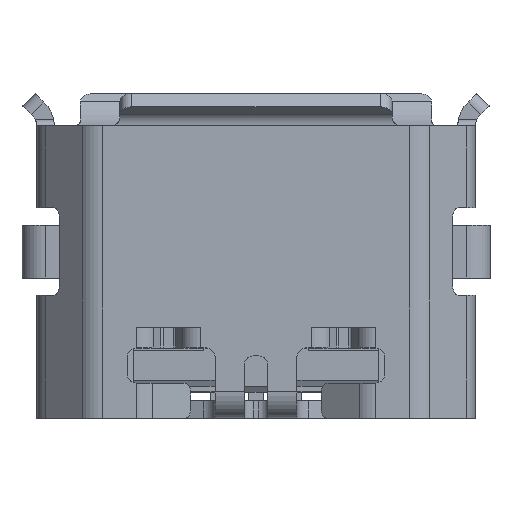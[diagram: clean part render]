
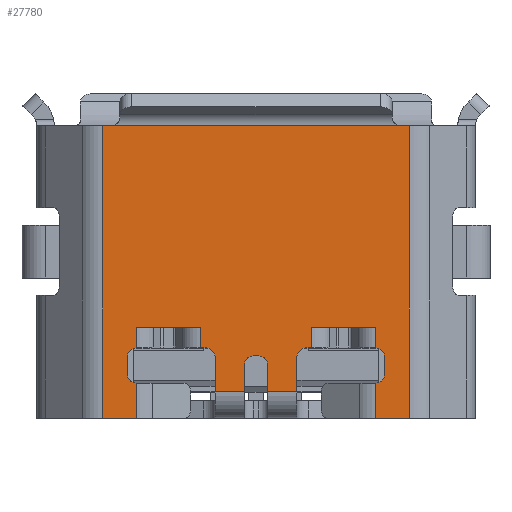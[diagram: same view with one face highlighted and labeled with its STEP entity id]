
A CAD part, top view. The second image highlights one B-rep face of the part: STEP entity #27780.
In plain terms, the highlighted planar face has unit normal (0, 0, 1).
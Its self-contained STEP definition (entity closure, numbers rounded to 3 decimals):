
#15300=CARTESIAN_POINT('',(-2.05,4.05,1.225));
#15310=VERTEX_POINT('',#15300);
#18290=CARTESIAN_POINT('',(-2.05,4.65,1.225));
#18300=VERTEX_POINT('',#18290);
#18330=CARTESIAN_POINT('',(-2.05,4.65,1.225));
#18340=DIRECTION('',(-1.,0.,0.));
#18350=VECTOR('',#18340,0.567);
#18360=LINE('',#18330,#18350);
#18370=CARTESIAN_POINT('',(-2.617,4.65,1.225));
#18380=VERTEX_POINT('',#18370);
#18390=EDGE_CURVE('',#18300,#18380,#18360,.T.);
#21640=CARTESIAN_POINT('',(-2.2,3.9,1.225));
#21650=VERTEX_POINT('',#21640);
#21680=CARTESIAN_POINT('',(-2.05,3.9,1.225));
#21690=DIRECTION('',(0.,0.,-1.));
#21700=DIRECTION('',(-1.,0.,0.));
#21710=AXIS2_PLACEMENT_3D('',#21680,#21690,#21700);
#21720=CIRCLE('',#21710,0.15);
#21730=EDGE_CURVE('',#21650,#15310,#21720,.T.);
#24840=CARTESIAN_POINT('',(0.05,3.586,1.225));
#24850=VERTEX_POINT('',#24840);
#24880=CARTESIAN_POINT('',(-0.05,3.586,1.225));
#24890=DIRECTION('',(1.,0.,0.));
#24900=VECTOR('',#24890,0.1);
#24910=LINE('',#24880,#24900);
#24920=CARTESIAN_POINT('',(-0.05,3.586,1.225));
#24930=VERTEX_POINT('',#24920);
#24940=EDGE_CURVE('',#24930,#24850,#24910,.T.);
#25170=CARTESIAN_POINT('',(0.2,3.736,1.225));
#25180=VERTEX_POINT('',#25170);
#25210=CARTESIAN_POINT('',(0.05,3.736,1.225));
#25220=DIRECTION('',(0.,0.,-1.));
#25230=DIRECTION('',(1.,0.,0.));
#25240=AXIS2_PLACEMENT_3D('',#25210,#25220,#25230);
#25250=CIRCLE('',#25240,0.15);
#25260=EDGE_CURVE('',#25180,#24850,#25250,.T.);
#25310=CARTESIAN_POINT('',(2.617,-0.35,1.225));
#25320=DIRECTION('',(0.,0.,-1.));
#25330=DIRECTION('',(-1.,0.,0.));
#25340=AXIS2_PLACEMENT_3D('',#25310,#25320,#25330);
#25350=PLANE('',#25340);
#25360=CARTESIAN_POINT('',(0.7,3.6,1.225));
#25370=DIRECTION('',(0.,1.,0.));
#25380=VECTOR('',#25370,0.6);
#25390=LINE('',#25360,#25380);
#25400=CARTESIAN_POINT('',(0.7,3.6,1.225));
#25410=VERTEX_POINT('',#25400);
#25420=CARTESIAN_POINT('',(0.7,4.2,1.225));
#25430=VERTEX_POINT('',#25420);
#25440=EDGE_CURVE('',#25410,#25430,#25390,.T.);
#25450=ORIENTED_EDGE('',*,*,#25440,.T.);
#25460=CARTESIAN_POINT('',(0.85,3.6,1.225));
#25470=DIRECTION('',(0.,0.,-1.));
#25480=DIRECTION('',(0.,-1.,0.));
#25490=AXIS2_PLACEMENT_3D('',#25460,#25470,#25480);
#25500=CIRCLE('',#25490,0.15);
#25510=CARTESIAN_POINT('',(0.85,3.45,1.225));
#25520=VERTEX_POINT('',#25510);
#25530=EDGE_CURVE('',#25520,#25410,#25500,.T.);
#25540=ORIENTED_EDGE('',*,*,#25530,.T.);
#25550=CARTESIAN_POINT('',(0.95,3.45,1.225));
#25560=DIRECTION('',(-1.,0.,0.));
#25570=VECTOR('',#25560,0.1);
#25580=LINE('',#25550,#25570);
#25590=CARTESIAN_POINT('',(0.95,3.45,1.225));
#25600=VERTEX_POINT('',#25590);
#25610=EDGE_CURVE('',#25600,#25520,#25580,.T.);
#25620=ORIENTED_EDGE('',*,*,#25610,.T.);
#25630=CARTESIAN_POINT('',(0.95,3.45,1.225));
#25640=DIRECTION('',(0.,-1.,0.));
#25650=VECTOR('',#25640,0.35);
#25660=LINE('',#25630,#25650);
#25670=CARTESIAN_POINT('',(0.95,3.1,1.225));
#25680=VERTEX_POINT('',#25670);
#25690=EDGE_CURVE('',#25600,#25680,#25660,.T.);
#25700=ORIENTED_EDGE('',*,*,#25690,.F.);
#25710=CARTESIAN_POINT('',(0.95,3.1,1.225));
#25720=DIRECTION('',(1.,0.,0.));
#25730=VECTOR('',#25720,1.1);
#25740=LINE('',#25710,#25730);
#25750=CARTESIAN_POINT('',(2.05,3.1,1.225));
#25760=VERTEX_POINT('',#25750);
#25770=EDGE_CURVE('',#25680,#25760,#25740,.T.);
#25780=ORIENTED_EDGE('',*,*,#25770,.F.);
#25790=CARTESIAN_POINT('',(2.05,3.45,1.225));
#25800=DIRECTION('',(0.,-1.,0.));
#25810=VECTOR('',#25800,0.35);
#25820=LINE('',#25790,#25810);
#25830=CARTESIAN_POINT('',(2.05,3.45,1.225));
#25840=VERTEX_POINT('',#25830);
#25850=EDGE_CURVE('',#25840,#25760,#25820,.T.);
#25860=ORIENTED_EDGE('',*,*,#25850,.T.);
#25870=CARTESIAN_POINT('',(2.05,3.6,1.225));
#25880=DIRECTION('',(0.,0.,-1.));
#25890=DIRECTION('',(1.,0.,0.));
#25900=AXIS2_PLACEMENT_3D('',#25870,#25880,#25890);
#25910=CIRCLE('',#25900,0.15);
#25920=CARTESIAN_POINT('',(2.2,3.6,1.225));
#25930=VERTEX_POINT('',#25920);
#25940=EDGE_CURVE('',#25930,#25840,#25910,.T.);
#25950=ORIENTED_EDGE('',*,*,#25940,.T.);
#25960=CARTESIAN_POINT('',(2.2,3.9,1.225));
#25970=DIRECTION('',(0.,-1.,0.));
#25980=VECTOR('',#25970,0.3);
#25990=LINE('',#25960,#25980);
#26000=CARTESIAN_POINT('',(2.2,3.9,1.225));
#26010=VERTEX_POINT('',#26000);
#26020=EDGE_CURVE('',#26010,#25930,#25990,.T.);
#26030=ORIENTED_EDGE('',*,*,#26020,.T.);
#26040=CARTESIAN_POINT('',(2.05,3.9,1.225));
#26050=DIRECTION('',(0.,0.,-1.));
#26060=DIRECTION('',(0.,1.,0.));
#26070=AXIS2_PLACEMENT_3D('',#26040,#26050,#26060);
#26080=CIRCLE('',#26070,0.15);
#26090=CARTESIAN_POINT('',(2.05,4.05,1.225));
#26100=VERTEX_POINT('',#26090);
#26110=EDGE_CURVE('',#26100,#26010,#26080,.T.);
#26120=ORIENTED_EDGE('',*,*,#26110,.T.);
#26130=CARTESIAN_POINT('',(2.05,4.65,1.225));
#26140=DIRECTION('',(0.,-1.,0.));
#26150=VECTOR('',#26140,0.6);
#26160=LINE('',#26130,#26150);
#26170=CARTESIAN_POINT('',(2.05,4.65,1.225));
#26180=VERTEX_POINT('',#26170);
#26190=EDGE_CURVE('',#26180,#26100,#26160,.T.);
#26200=ORIENTED_EDGE('',*,*,#26190,.T.);
#26210=CARTESIAN_POINT('',(2.05,4.65,1.225));
#26220=DIRECTION('',(1.,0.,0.));
#26230=VECTOR('',#26220,0.567);
#26240=LINE('',#26210,#26230);
#26250=CARTESIAN_POINT('',(2.617,4.65,1.225));
#26260=VERTEX_POINT('',#26250);
#26270=EDGE_CURVE('',#26180,#26260,#26240,.T.);
#26280=ORIENTED_EDGE('',*,*,#26270,.F.);
#26290=CARTESIAN_POINT('',(2.617,-0.35,1.225));
#26300=DIRECTION('',(0.,1.,0.));
#26310=VECTOR('',#26300,5.);
#26320=LINE('',#26290,#26310);
#26330=CARTESIAN_POINT('',(2.617,-0.35,1.225));
#26340=VERTEX_POINT('',#26330);
#26350=EDGE_CURVE('',#26340,#26260,#26320,.T.);
#26360=ORIENTED_EDGE('',*,*,#26350,.T.);
#26370=CARTESIAN_POINT('',(2.617,-0.35,1.225));
#26380=DIRECTION('',(-1.,0.,0.));
#26390=VECTOR('',#26380,5.234);
#26400=LINE('',#26370,#26390);
#26410=CARTESIAN_POINT('',(2.475,-0.35,1.225));
#26420=VERTEX_POINT('',#26410);
#26430=EDGE_CURVE('',#26340,#26420,#26400,.T.);
#26440=ORIENTED_EDGE('',*,*,#26430,.F.);
#26450=CARTESIAN_POINT('',(-3.,-0.35,1.225));
#26460=DIRECTION('',(1.,0.,0.));
#26470=VECTOR('',#26460,1.);
#26480=LINE('',#26450,#26470);
#26490=CARTESIAN_POINT('',(-2.475,-0.35,
1.225));
#26500=VERTEX_POINT('',#26490);
#26510=EDGE_CURVE('',#26500,#26420,#26480,.T.);
#26520=ORIENTED_EDGE('',*,*,#26510,.T.);
#26530=CARTESIAN_POINT('',(-2.617,-0.35,1.225));
#26540=VERTEX_POINT('',#26530);
#26550=EDGE_CURVE('',#26500,#26540,#26400,.T.);
#26560=ORIENTED_EDGE('',*,*,#26550,.F.);
#26570=CARTESIAN_POINT('',(-2.617,-0.35,1.225));
#26580=DIRECTION('',(0.,1.,0.));
#26590=VECTOR('',#26580,5.);
#26600=LINE('',#26570,#26590);
#26610=EDGE_CURVE('',#26540,#18380,#26600,.T.);
#26620=ORIENTED_EDGE('',*,*,#26610,.F.);
#26630=ORIENTED_EDGE('',*,*,#18390,.T.);
#26640=CARTESIAN_POINT('',(-2.05,4.05,1.225));
#26650=DIRECTION('',(0.,1.,0.));
#26660=VECTOR('',#26650,0.6);
#26670=LINE('',#26640,#26660);
#26680=EDGE_CURVE('',#15310,#18300,#26670,.T.);
#26690=ORIENTED_EDGE('',*,*,#26680,.T.);
#26700=ORIENTED_EDGE('',*,*,#21730,.T.);
#26710=CARTESIAN_POINT('',(-2.2,3.9,1.225));
#26720=DIRECTION('',(0.,-1.,0.));
#26730=VECTOR('',#26720,0.3);
#26740=LINE('',#26710,#26730);
#26750=CARTESIAN_POINT('',(-2.2,3.6,1.225));
#26760=VERTEX_POINT('',#26750);
#26770=EDGE_CURVE('',#21650,#26760,#26740,.T.);
#26780=ORIENTED_EDGE('',*,*,#26770,.F.);
#26790=CARTESIAN_POINT('',(-2.05,3.6,1.225));
#26800=DIRECTION('',(0.,0.,-1.));
#26810=DIRECTION('',(0.,-1.,0.));
#26820=AXIS2_PLACEMENT_3D('',#26790,#26800,#26810);
#26830=CIRCLE('',#26820,0.15);
#26840=CARTESIAN_POINT('',(-2.05,3.45,1.225));
#26850=VERTEX_POINT('',#26840);
#26860=EDGE_CURVE('',#26850,#26760,#26830,.T.);
#26870=ORIENTED_EDGE('',*,*,#26860,.T.);
#26880=CARTESIAN_POINT('',(-2.05,3.1,1.225));
#26890=DIRECTION('',(0.,1.,0.));
#26900=VECTOR('',#26890,0.35);
#26910=LINE('',#26880,#26900);
#26920=CARTESIAN_POINT('',(-2.05,3.1,1.225));
#26930=VERTEX_POINT('',#26920);
#26940=EDGE_CURVE('',#26930,#26850,#26910,.T.);
#26950=ORIENTED_EDGE('',*,*,#26940,.T.);
#26960=CARTESIAN_POINT('',(-2.05,3.1,1.225));
#26970=DIRECTION('',(1.,0.,0.));
#26980=VECTOR('',#26970,1.1);
#26990=LINE('',#26960,#26980);
#27000=CARTESIAN_POINT('',(-0.95,3.1,1.225));
#27010=VERTEX_POINT('',#27000);
#27020=EDGE_CURVE('',#26930,#27010,#26990,.T.);
#27030=ORIENTED_EDGE('',*,*,#27020,.F.);
#27040=CARTESIAN_POINT('',(-0.95,3.1,1.225));
#27050=DIRECTION('',(0.,1.,0.));
#27060=VECTOR('',#27050,0.35);
#27070=LINE('',#27040,#27060);
#27080=CARTESIAN_POINT('',(-0.95,3.45,1.225));
#27090=VERTEX_POINT('',#27080);
#27100=EDGE_CURVE('',#27010,#27090,#27070,.T.);
#27110=ORIENTED_EDGE('',*,*,#27100,.F.);
#27120=CARTESIAN_POINT('',(-0.85,3.45,1.225));
#27130=DIRECTION('',(-1.,0.,0.));
#27140=VECTOR('',#27130,0.1);
#27150=LINE('',#27120,#27140);
#27160=CARTESIAN_POINT('',(-0.85,3.45,1.225));
#27170=VERTEX_POINT('',#27160);
#27180=EDGE_CURVE('',#27170,#27090,#27150,.T.);
#27190=ORIENTED_EDGE('',*,*,#27180,.T.);
#27200=CARTESIAN_POINT('',(-0.85,3.6,1.225));
#27210=DIRECTION('',(0.,0.,-1.));
#27220=DIRECTION('',(1.,0.,0.));
#27230=AXIS2_PLACEMENT_3D('',#27200,#27210,#27220);
#27240=CIRCLE('',#27230,0.15);
#27250=CARTESIAN_POINT('',(-0.7,3.6,1.225));
#27260=VERTEX_POINT('',#27250);
#27270=EDGE_CURVE('',#27260,#27170,#27240,.T.);
#27280=ORIENTED_EDGE('',*,*,#27270,.T.);
#27290=CARTESIAN_POINT('',(-0.7,4.2,1.225));
#27300=DIRECTION('',(0.,-1.,0.));
#27310=VECTOR('',#27300,0.6);
#27320=LINE('',#27290,#27310);
#27330=CARTESIAN_POINT('',(-0.7,4.2,1.225));
#27340=VERTEX_POINT('',#27330);
#27350=EDGE_CURVE('',#27340,#27260,#27320,.T.);
#27360=ORIENTED_EDGE('',*,*,#27350,.T.);
#27370=CARTESIAN_POINT('',(-0.7,4.2,1.225));
#27380=DIRECTION('',(1.,0.,0.));
#27390=VECTOR('',#27380,0.5);
#27400=LINE('',#27370,#27390);
#27410=CARTESIAN_POINT('',(-0.2,4.2,1.225));
#27420=VERTEX_POINT('',#27410);
#27430=EDGE_CURVE('',#27340,#27420,#27400,.T.);
#27440=ORIENTED_EDGE('',*,*,#27430,.F.);
#27450=CARTESIAN_POINT('',(-0.2,4.2,1.225));
#27460=DIRECTION('',(0.,-1.,0.));
#27470=VECTOR('',#27460,0.464);
#27480=LINE('',#27450,#27470);
#27490=CARTESIAN_POINT('',(-0.2,3.736,1.225));
#27500=VERTEX_POINT('',#27490);
#27510=EDGE_CURVE('',#27420,#27500,#27480,.T.);
#27520=ORIENTED_EDGE('',*,*,#27510,.F.);
#27530=CARTESIAN_POINT('',(-0.05,3.736,1.225));
#27540=DIRECTION('',(0.,0.,-1.));
#27550=DIRECTION('',(0.,-1.,0.));
#27560=AXIS2_PLACEMENT_3D('',#27530,#27540,#27550);
#27570=CIRCLE('',#27560,0.15);
#27580=EDGE_CURVE('',#24930,#27500,#27570,.T.);
#27590=ORIENTED_EDGE('',*,*,#27580,.T.);
#27600=ORIENTED_EDGE('',*,*,#24940,.F.);
#27610=ORIENTED_EDGE('',*,*,#25260,.T.);
#27620=CARTESIAN_POINT('',(0.2,4.2,1.225));
#27630=DIRECTION('',(0.,-1.,0.));
#27640=VECTOR('',#27630,0.464);
#27650=LINE('',#27620,#27640);
#27660=CARTESIAN_POINT('',(0.2,4.2,1.225));
#27670=VERTEX_POINT('',#27660);
#27680=EDGE_CURVE('',#27670,#25180,#27650,.T.);
#27690=ORIENTED_EDGE('',*,*,#27680,.T.);
#27700=CARTESIAN_POINT('',(0.2,4.2,1.225));
#27710=DIRECTION('',(1.,0.,0.));
#27720=VECTOR('',#27710,0.5);
#27730=LINE('',#27700,#27720);
#27740=EDGE_CURVE('',#27670,#25430,#27730,.T.);
#27750=ORIENTED_EDGE('',*,*,#27740,.F.);
#27760=EDGE_LOOP('',(#27750,#27690,#27610,#27600,#27590,#27520,#27440,
#27360,#27280,#27190,#27110,#27030,#26950,#26870,#26780,#26700,#26690,
#26630,#26620,#26560,#26520,#26440,#26360,#26280,#26200,#26120,#26030,
#25950,#25860,#25780,#25700,#25620,#25540,#25450));
#27770=FACE_OUTER_BOUND('',#27760,.T.);
#27780=ADVANCED_FACE('',(#27770),#25350,.F.);
